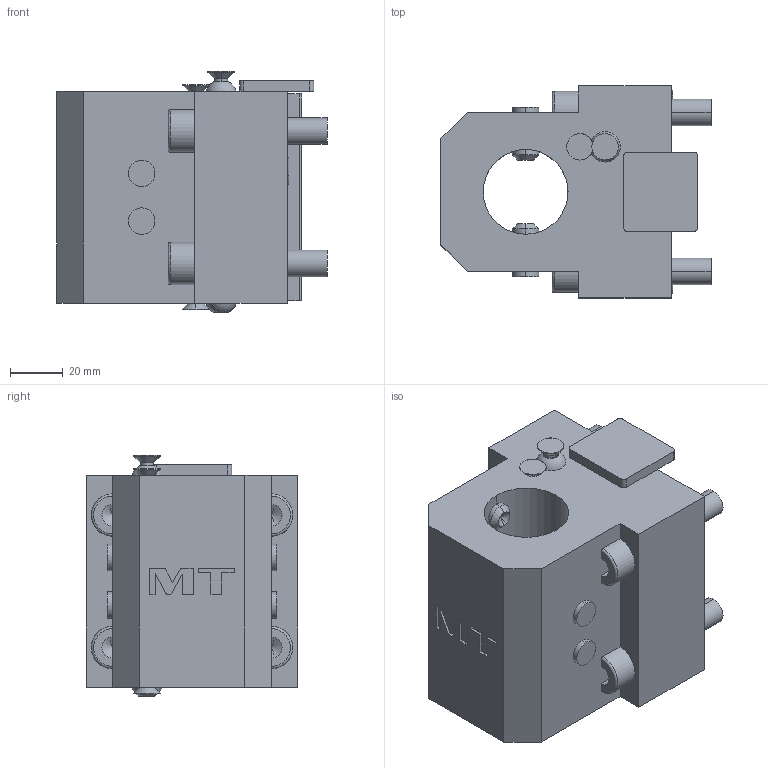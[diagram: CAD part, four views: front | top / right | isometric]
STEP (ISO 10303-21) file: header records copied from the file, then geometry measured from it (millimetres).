
FILE_DESCRIPTION((''),'2;1');
FILE_NAME('NKM0113220_CONF','2023-05-05T14:55:33',('gvalli'),('M.T. srl'),'CREO PARAMETRIC BY PTC INC, 2021072','CREO PARAMETRIC BY PTC INC, 2021072','');
FILE_SCHEMA(('CONFIG_CONTROL_DESIGN'));
Length unit declared in the file: millimetre
Products named in the file (1): NKM0113220_CONF
Bounding box: 102 x 80 x 91.1 mm (x, y, z)
Volume: 423953.9 mm3; surface area: 51392.5 mm2
Topology: 1 solids, 1 shells, 192 faces, 511 edges, 312 vertices
Faces by surface type: plane 78, cylinder 60, cone 42, torus 8, extrusion 2, sphere 2
Entity records: 6527 total; most frequent: CARTESIAN_POINT 1719, DIRECTION 1007, ORIENTED_EDGE 982, EDGE_CURVE 491, AXIS2_PLACEMENT_3D 348, VERTEX_POINT 312, VECTOR 311, LINE 309
